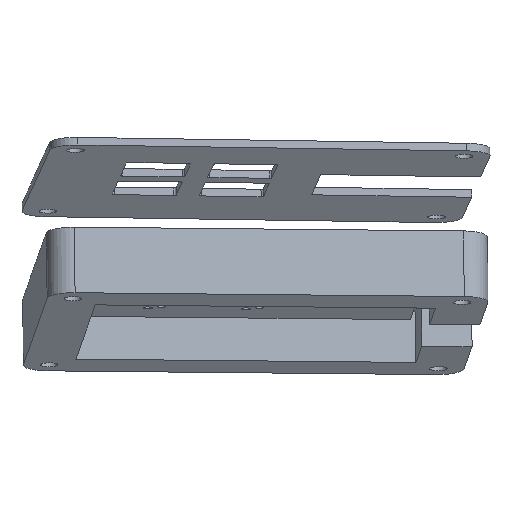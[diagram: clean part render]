
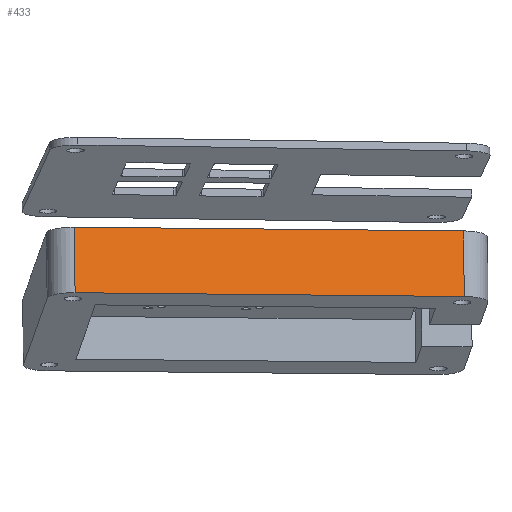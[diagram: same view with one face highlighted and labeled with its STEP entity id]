
A CAD part, left-side view. The second image highlights one B-rep face of the part: STEP entity #433.
In plain terms, the highlighted face is planar.
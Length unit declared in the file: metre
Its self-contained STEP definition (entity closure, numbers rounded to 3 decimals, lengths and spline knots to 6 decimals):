
#11 = ORIENTED_EDGE ( 'NONE', *, *, #7351, .T. ) ;
#433 = ADVANCED_FACE ( 'NONE', ( #1947 ), #3040, .T. ) ;
#552 = VECTOR ( 'NONE', #3492, 1. ) ;
#939 = VERTEX_POINT ( 'NONE', #5050 ) ;
#1151 = EDGE_LOOP ( 'NONE', ( #2931, #6615, #9034, #11 ) ) ;
#1154 = CARTESIAN_POINT ( 'NONE',  ( -0.032745, 0.013, 0.037675 ) ) ;
#1660 = DIRECTION ( 'NONE',  ( 0., 0., -1. ) ) ;
#1947 = FACE_OUTER_BOUND ( 'NONE', #1151, .T. ) ;
#2931 = ORIENTED_EDGE ( 'NONE', *, *, #10485, .T. ) ;
#3040 = PLANE ( 'NONE',  #13218 ) ;
#3492 = DIRECTION ( 'NONE',  ( 0., 0., -1. ) ) ;
#4041 = CARTESIAN_POINT ( 'NONE',  ( -0.032745, 0., -0.037675 ) ) ;
#4756 = VERTEX_POINT ( 'NONE', #4041 ) ;
#5050 = CARTESIAN_POINT ( 'NONE',  ( -0.032745, 0., 0.037675 ) ) ;
#5172 = DIRECTION ( 'NONE',  ( -1., 0., 0. ) ) ;
#5204 = DIRECTION ( 'NONE',  ( 0., -1., 0. ) ) ;
#5765 = CARTESIAN_POINT ( 'NONE',  ( -0.032745, 0.013, 0. ) ) ;
#6201 = CARTESIAN_POINT ( 'NONE',  ( -0.032745, 0.013, 0. ) ) ;
#6604 = DIRECTION ( 'NONE',  ( 0., 1., 0. ) ) ;
#6615 = ORIENTED_EDGE ( 'NONE', *, *, #8490, .T. ) ;
#6791 = LINE ( 'NONE', #5765, #552 ) ;
#6878 = LINE ( 'NONE', #9063, #9248 ) ;
#7351 = EDGE_CURVE ( 'NONE', #939, #7557, #8793, .T. ) ;
#7361 = VECTOR ( 'NONE', #6604, 1. ) ;
#7557 = VERTEX_POINT ( 'NONE', #1154 ) ;
#7765 = CARTESIAN_POINT ( 'NONE',  ( -0.032745, 0.013, 0.037675 ) ) ;
#8284 = CARTESIAN_POINT ( 'NONE',  ( -0.032745, 0.013, -0.037675 ) ) ;
#8326 = DIRECTION ( 'NONE',  ( 0., 0., 1. ) ) ;
#8490 = EDGE_CURVE ( 'NONE', #10201, #4756, #11370, .T. ) ;
#8675 = VECTOR ( 'NONE', #5204, 1. ) ;
#8793 = LINE ( 'NONE', #7765, #7361 ) ;
#9034 = ORIENTED_EDGE ( 'NONE', *, *, #12724, .F. ) ;
#9063 = CARTESIAN_POINT ( 'NONE',  ( -0.032745, 0., 0. ) ) ;
#9248 = VECTOR ( 'NONE', #1660, 1. ) ;
#10201 = VERTEX_POINT ( 'NONE', #10520 ) ;
#10485 = EDGE_CURVE ( 'NONE', #7557, #10201, #6791, .T. ) ;
#10520 = CARTESIAN_POINT ( 'NONE',  ( -0.032745, 0.013, -0.037675 ) ) ;
#11370 = LINE ( 'NONE', #8284, #8675 ) ;
#12724 = EDGE_CURVE ( 'NONE', #939, #4756, #6878, .T. ) ;
#13218 = AXIS2_PLACEMENT_3D ( 'NONE', #6201, #5172, #8326 ) ;
